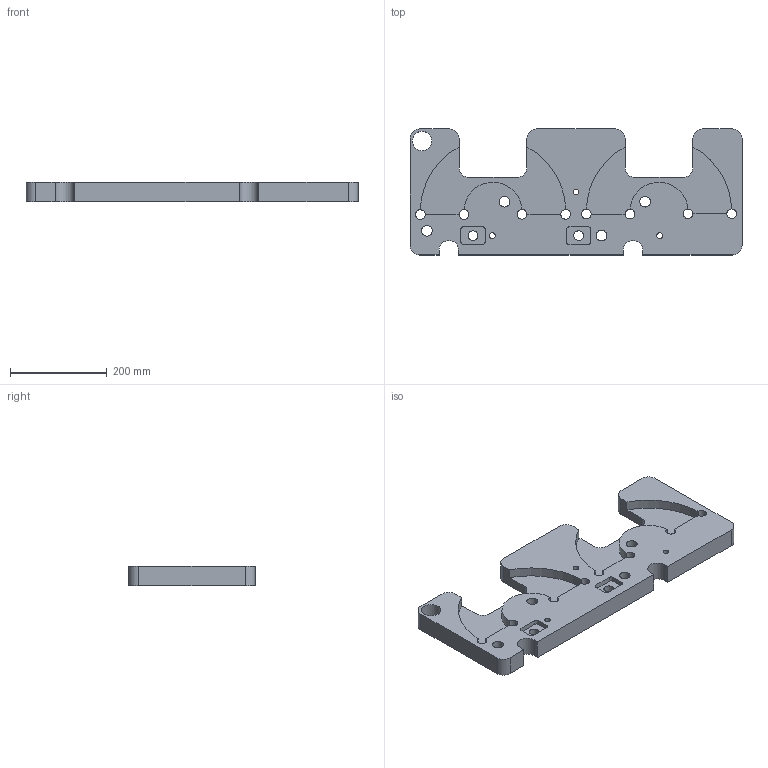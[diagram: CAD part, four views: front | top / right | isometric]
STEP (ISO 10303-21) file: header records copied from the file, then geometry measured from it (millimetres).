
FILE_DESCRIPTION(('STEP AP242'),'1');
FILE_NAME('Rep 12 (1).stp','2021-04-16T23:49:00',(' '),(' '),'Spatial InterOp 3D',' ',' ');
FILE_SCHEMA(('AP242_MANAGED_MODEL_BASED_3D_ENGINEERING_MIM_LF {1 0 10303 442 1 1 4}'));
Length unit declared in the file: millimetre
Products named in the file (1): Rep 12
Bounding box: 685 x 260 x 40 mm (x, y, z)
Volume: 4821293.1 mm3; surface area: 434587.2 mm2
Topology: 1 solids, 1 shells, 82 faces, 257 edges, 171 vertices
Faces by surface type: cylinder 46, plane 36
Full cylindrical faces by diameter (mm): 12 x3, 20 x10, 22 x4, 40 x1
Entity records: 3510 total; most frequent: DIRECTION 498, CARTESIAN_POINT 479, ORIENTED_EDGE 464, EDGE_CURVE 232, AXIS2_PLACEMENT_3D 183, VERTEX_POINT 164, LINE 132, VECTOR 132
